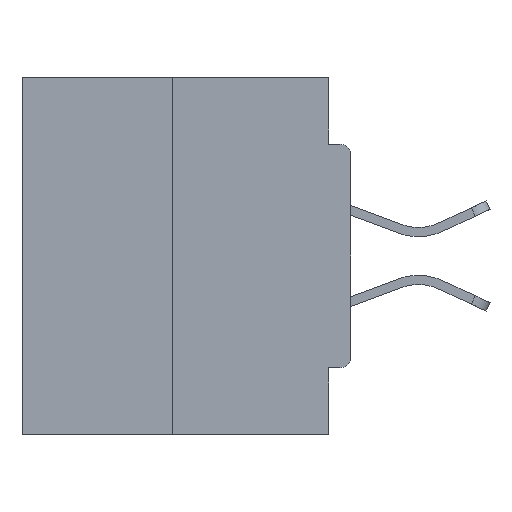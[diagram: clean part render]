
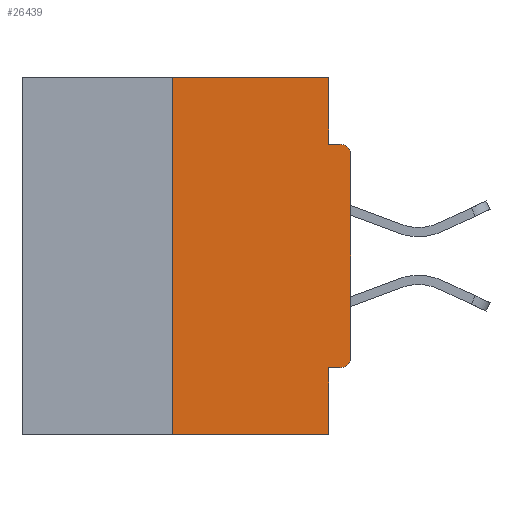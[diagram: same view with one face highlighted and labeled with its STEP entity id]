
A CAD part, left-side view. The second image highlights one B-rep face of the part: STEP entity #26439.
In plain terms, the highlighted planar face has unit normal (-1, 0, 0).
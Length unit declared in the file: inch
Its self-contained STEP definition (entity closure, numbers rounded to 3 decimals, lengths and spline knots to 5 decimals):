
#176 = DIRECTION ( 'NONE',  ( -1., 0., 0. ) ) ;
#256 = DIRECTION ( 'NONE',  ( 0., 0., -1. ) ) ;
#935 = AXIS2_PLACEMENT_3D ( 'NONE', #8829, #26540, #256 ) ;
#1910 = ORIENTED_EDGE ( 'NONE', *, *, #13423, .F. ) ;
#2378 = CARTESIAN_POINT ( 'NONE',  ( 0., 0.25, 0. ) ) ;
#2513 = VECTOR ( 'NONE', #10086, 39.37008 ) ;
#3184 = VERTEX_POINT ( 'NONE', #19369 ) ;
#3664 = CIRCLE ( 'NONE', #9849, 0.015 ) ;
#3845 = CARTESIAN_POINT ( 'NONE',  ( 0., 0.015, -0.3915 ) ) ;
#4199 = LINE ( 'NONE', #10802, #36266 ) ;
#4247 = CARTESIAN_POINT ( 'NONE',  ( 0., 0., -0.0935 ) ) ;
#4534 = EDGE_CURVE ( 'NONE', #28673, #3184, #35399, .T. ) ;
#4926 = CARTESIAN_POINT ( 'NONE',  ( 0., 0., -0.1085 ) ) ;
#5050 = ORIENTED_EDGE ( 'NONE', *, *, #28957, .F. ) ;
#5206 = VECTOR ( 'NONE', #10464, 39.37008 ) ;
#5369 = CARTESIAN_POINT ( 'NONE',  ( 0., 0.25, 0. ) ) ;
#6857 = VECTOR ( 'NONE', #26369, 39.37008 ) ;
#7536 = CARTESIAN_POINT ( 'NONE',  ( 0., 0.25, -0.5 ) ) ;
#7894 = CARTESIAN_POINT ( 'NONE',  ( 0., 0.031, 0. ) ) ;
#8253 = ORIENTED_EDGE ( 'NONE', *, *, #31485, .F. ) ;
#8360 = EDGE_CURVE ( 'NONE', #19092, #30465, #14632, .T. ) ;
#8381 = DIRECTION ( 'NONE',  ( 0., 0., -1. ) ) ;
#8829 = CARTESIAN_POINT ( 'NONE',  ( 0., 0.46, 0. ) ) ;
#8896 = CARTESIAN_POINT ( 'NONE',  ( 0., 0.031, -0.5 ) ) ;
#8969 = VECTOR ( 'NONE', #29303, 39.37008 ) ;
#9394 = FACE_OUTER_BOUND ( 'NONE', #37020, .T. ) ;
#9630 = ORIENTED_EDGE ( 'NONE', *, *, #28270, .T. ) ;
#9849 = AXIS2_PLACEMENT_3D ( 'NONE', #3845, #9861, #21737 ) ;
#9861 = DIRECTION ( 'NONE',  ( -1., 0., 0. ) ) ;
#10086 = DIRECTION ( 'NONE',  ( 0., -1., 0. ) ) ;
#10464 = DIRECTION ( 'NONE',  ( 0., -1., 0. ) ) ;
#10802 = CARTESIAN_POINT ( 'NONE',  ( 0., 0.46, 0. ) ) ;
#10897 = VERTEX_POINT ( 'NONE', #4926 ) ;
#12261 = EDGE_CURVE ( 'NONE', #25701, #27889, #3664, .T. ) ;
#12393 = VERTEX_POINT ( 'NONE', #37876 ) ;
#13280 = AXIS2_PLACEMENT_3D ( 'NONE', #17891, #176, #8381 ) ;
#13423 = EDGE_CURVE ( 'NONE', #12393, #28673, #29288, .T. ) ;
#14480 = CARTESIAN_POINT ( 'NONE',  ( 0., 0.031, -0.5 ) ) ;
#14632 = LINE ( 'NONE', #2378, #29013 ) ;
#16925 = LINE ( 'NONE', #8896, #35703 ) ;
#17071 = CARTESIAN_POINT ( 'NONE',  ( 0., 0.031, -0.4065 ) ) ;
#17449 = LINE ( 'NONE', #28736, #8969 ) ;
#17891 = CARTESIAN_POINT ( 'NONE',  ( 0., 0.015, -0.1085 ) ) ;
#19092 = VERTEX_POINT ( 'NONE', #7536 ) ;
#19119 = VERTEX_POINT ( 'NONE', #17071 ) ;
#19278 = EDGE_CURVE ( 'NONE', #27889, #10897, #17449, .T. ) ;
#19369 = CARTESIAN_POINT ( 'NONE',  ( 0., 0.015, -0.0935 ) ) ;
#19414 = CARTESIAN_POINT ( 'NONE',  ( 0., 0.46, -0.5 ) ) ;
#19666 = VERTEX_POINT ( 'NONE', #14480 ) ;
#19955 = ORIENTED_EDGE ( 'NONE', *, *, #8360, .F. ) ;
#20131 = CIRCLE ( 'NONE', #13280, 0.015 ) ;
#20579 = DIRECTION ( 'NONE',  ( 0., 0., -1. ) ) ;
#21052 = EDGE_CURVE ( 'NONE', #25701, #19119, #35284, .T. ) ;
#21737 = DIRECTION ( 'NONE',  ( 0., 0., -1. ) ) ;
#23942 = DIRECTION ( 'NONE',  ( 0., 0., 1. ) ) ;
#24368 = CARTESIAN_POINT ( 'NONE',  ( 0., 0., -0.4065 ) ) ;
#24464 = ORIENTED_EDGE ( 'NONE', *, *, #4534, .F. ) ;
#24592 = VECTOR ( 'NONE', #30205, 39.37008 ) ;
#25452 = LINE ( 'NONE', #19414, #5206 ) ;
#25603 = DIRECTION ( 'NONE',  ( 0., -1., 0. ) ) ;
#25701 = VERTEX_POINT ( 'NONE', #27998 ) ;
#26369 = DIRECTION ( 'NONE',  ( 0., 0., -1. ) ) ;
#26439 = ADVANCED_FACE ( 'NONE', ( #9394 ), #35658, .F. ) ;
#26540 = DIRECTION ( 'NONE',  ( 1., 0., 0. ) ) ;
#27889 = VERTEX_POINT ( 'NONE', #36198 ) ;
#27998 = CARTESIAN_POINT ( 'NONE',  ( 0., 0.015, -0.4065 ) ) ;
#28270 = EDGE_CURVE ( 'NONE', #10897, #3184, #20131, .T. ) ;
#28531 = EDGE_CURVE ( 'NONE', #19092, #19666, #25452, .T. ) ;
#28673 = VERTEX_POINT ( 'NONE', #29709 ) ;
#28736 = CARTESIAN_POINT ( 'NONE',  ( 0., 0., 0. ) ) ;
#28957 = EDGE_CURVE ( 'NONE', #30465, #12393, #4199, .T. ) ;
#29013 = VECTOR ( 'NONE', #23942, 39.37008 ) ;
#29288 = LINE ( 'NONE', #7894, #6857 ) ;
#29303 = DIRECTION ( 'NONE',  ( 0., 0., 1. ) ) ;
#29673 = ORIENTED_EDGE ( 'NONE', *, *, #21052, .F. ) ;
#29709 = CARTESIAN_POINT ( 'NONE',  ( 0., 0.031, -0.0935 ) ) ;
#30205 = DIRECTION ( 'NONE',  ( 0., 1., 0. ) ) ;
#30465 = VERTEX_POINT ( 'NONE', #5369 ) ;
#31216 = ORIENTED_EDGE ( 'NONE', *, *, #19278, .T. ) ;
#31485 = EDGE_CURVE ( 'NONE', #19119, #19666, #16925, .T. ) ;
#32462 = ORIENTED_EDGE ( 'NONE', *, *, #28531, .T. ) ;
#35284 = LINE ( 'NONE', #24368, #24592 ) ;
#35399 = LINE ( 'NONE', #4247, #2513 ) ;
#35658 = PLANE ( 'NONE',  #935 ) ;
#35703 = VECTOR ( 'NONE', #20579, 39.37008 ) ;
#35895 = ORIENTED_EDGE ( 'NONE', *, *, #12261, .T. ) ;
#36198 = CARTESIAN_POINT ( 'NONE',  ( 0., 0., -0.3915 ) ) ;
#36266 = VECTOR ( 'NONE', #25603, 39.37008 ) ;
#37020 = EDGE_LOOP ( 'NONE', ( #5050, #19955, #32462, #8253, #29673, #35895, #31216, #9630, #24464, #1910 ) ) ;
#37876 = CARTESIAN_POINT ( 'NONE',  ( 0., 0.031, 0. ) ) ;
